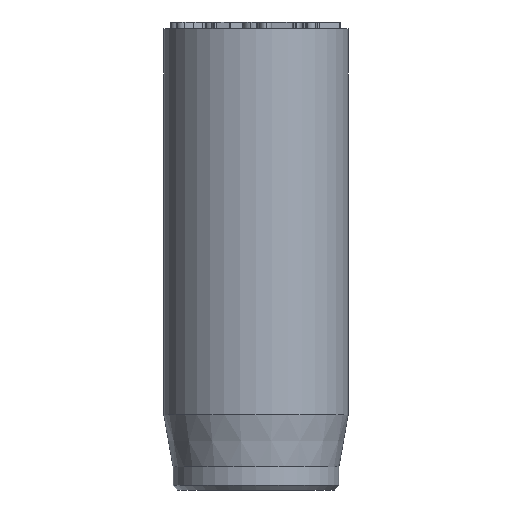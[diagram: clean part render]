
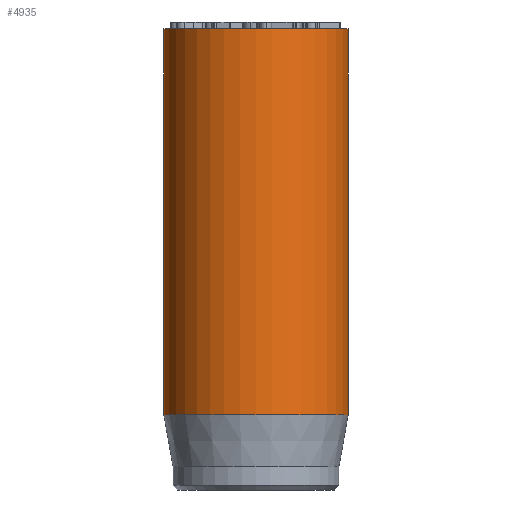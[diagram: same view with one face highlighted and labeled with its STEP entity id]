
A CAD part, front view. The second image highlights one B-rep face of the part: STEP entity #4935.
In plain terms, the highlighted cylindrical face has radius 4 mm (diameter 8 mm), a full revolution.
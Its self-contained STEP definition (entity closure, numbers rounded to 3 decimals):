
#32=CYLINDRICAL_SURFACE('',#5143,4.);
#46=CIRCLE('',#5110,4.);
#62=CIRCLE('',#5141,4.);
#63=CIRCLE('',#5142,4.);
#407=FACE_OUTER_BOUND('',#699,.T.);
#699=EDGE_LOOP('',(#4245,#4246,#4247,#4248,#4249));
#1054=LINE('',#8921,#1427);
#1427=VECTOR('',#5673,4.);
#2218=VERTEX_POINT('',#8860);
#2234=VERTEX_POINT('',#8915);
#2235=VERTEX_POINT('',#8916);
#2897=EDGE_CURVE('',#2218,#2218,#46,.T.);
#2921=EDGE_CURVE('',#2234,#2235,#62,.T.);
#2922=EDGE_CURVE('',#2235,#2234,#63,.T.);
#2924=EDGE_CURVE('',#2218,#2234,#1054,.T.);
#4245=ORIENTED_EDGE('',*,*,#2897,.T.);
#4246=ORIENTED_EDGE('',*,*,#2924,.T.);
#4247=ORIENTED_EDGE('',*,*,#2921,.T.);
#4248=ORIENTED_EDGE('',*,*,#2922,.T.);
#4249=ORIENTED_EDGE('',*,*,#2924,.F.);
#4935=ADVANCED_FACE('',(#407),#32,.T.);
#5110=AXIS2_PLACEMENT_3D('',#8861,#5596,#5597);
#5141=AXIS2_PLACEMENT_3D('',#8917,#5666,#5667);
#5142=AXIS2_PLACEMENT_3D('',#8918,#5668,#5669);
#5143=AXIS2_PLACEMENT_3D('',#8920,#5671,#5672);
#5596=DIRECTION('center_axis',(0.,0.,-1.));
#5597=DIRECTION('ref_axis',(-1.,0.,0.));
#5666=DIRECTION('center_axis',(0.,0.,1.));
#5667=DIRECTION('ref_axis',(-1.,0.,0.));
#5668=DIRECTION('center_axis',(0.,0.,1.));
#5669=DIRECTION('ref_axis',(-1.,0.,0.));
#5671=DIRECTION('center_axis',(0.,0.,1.));
#5672=DIRECTION('ref_axis',(-1.,0.,0.));
#5673=DIRECTION('',(0.,0.,-1.));
#8860=CARTESIAN_POINT('',(4.,0.,20.));
#8861=CARTESIAN_POINT('Origin',(0.,0.,20.));
#8915=CARTESIAN_POINT('',(4.,0.,3.269));
#8916=CARTESIAN_POINT('',(-4.,0.,3.269));
#8917=CARTESIAN_POINT('Origin',(0.,0.,3.269));
#8918=CARTESIAN_POINT('Origin',(0.,0.,3.269));
#8920=CARTESIAN_POINT('Origin',(0.,0.,0.));
#8921=CARTESIAN_POINT('',(4.,0.,0.));
